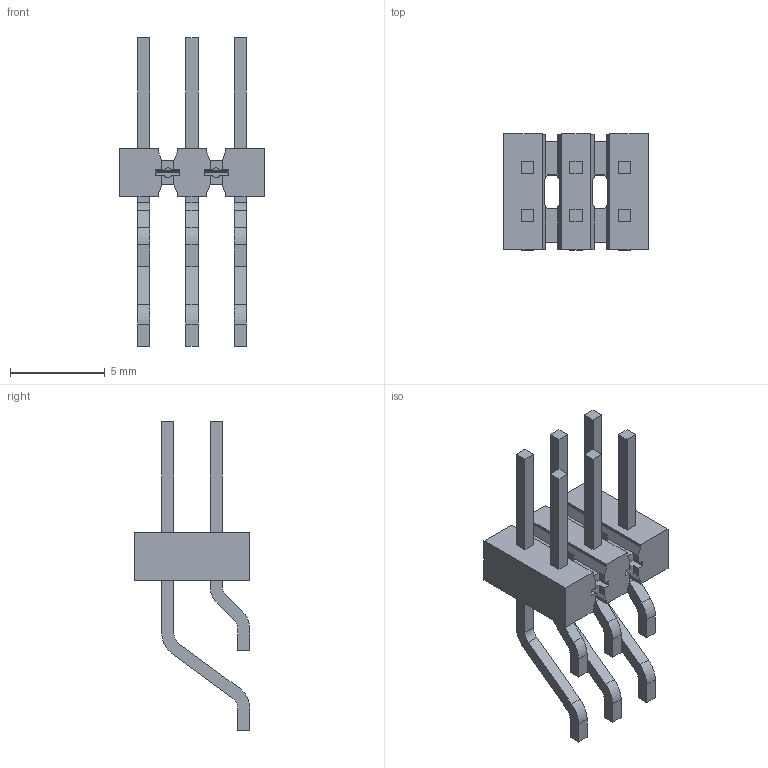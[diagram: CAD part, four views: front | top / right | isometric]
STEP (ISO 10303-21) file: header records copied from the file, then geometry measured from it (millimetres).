
FILE_DESCRIPTION(/* description */ ('STEP AP214'),/* implementation_level */ '2;1');
FILE_NAME(/* name */ 'TSM-103-01-L-DH',/* time_stamp */ '2025-07-27T19:46:31+02:00',/* author */ ('License CC BY-ND 4.0'),/* organization */ ('CADENAS'),/* preprocessor_version */ 'ST-DEVELOPER v19.3',/* originating_system */ 'PARTsolutions',/* authorisation */ ' ');
FILE_SCHEMA (('AUTOMOTIVE_DESIGN {1 0 10303 214 3 1 1}'));
Length unit declared in the file: inch
Products named in the file (4): TSM-103-01-L-DH; TSM-103-01-DH_body; T-1S6-09-L(-01-3-DH); T-1S6-09-L(-01-3-DH)2
Assembly tree (3 placements, depth 2):
  TSM-103-01-L-DH
    TSM-103-01-DH_body
    T-1S6-09-L(-01-3-DH)
    T-1S6-09-L(-01-3-DH)2
Bounding box: 7.62 x 6.1 x 16.26 mm (x, y, z)
Volume: 130.1 mm3; surface area: 526.6 mm2
Topology: 3 solids, 3 shells, 274 faces, 764 edges, 504 vertices
Faces by surface type: plane 242, cylinder 32
Entity records: 8797 total; most frequent: CARTESIAN_POINT 1546, ORIENTED_EDGE 1528, DIRECTION 1384, EDGE_CURVE 764, LINE 700, VECTOR 700, VERTEX_POINT 504, AXIS2_PLACEMENT_3D 342
